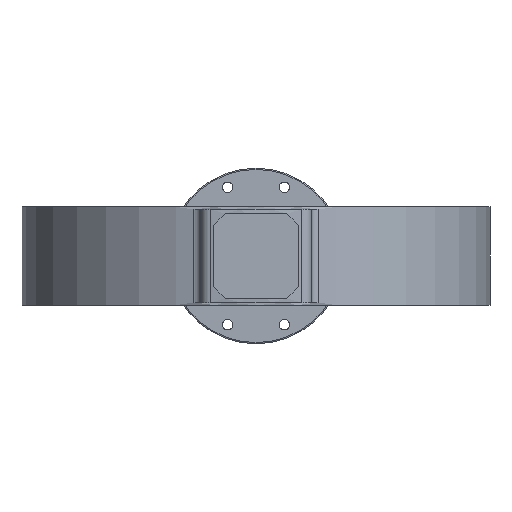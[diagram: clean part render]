
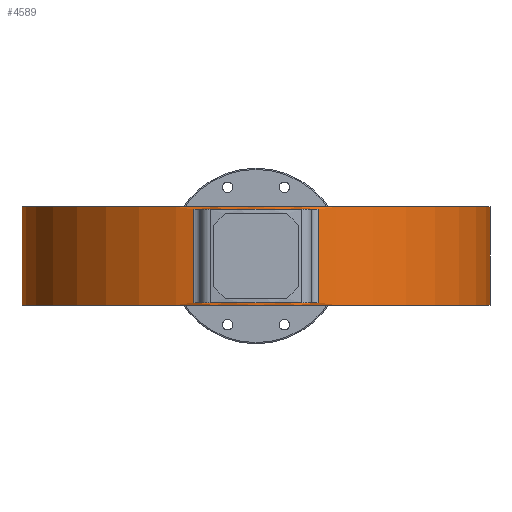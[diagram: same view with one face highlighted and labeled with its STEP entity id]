
A CAD part, front view. The second image highlights one B-rep face of the part: STEP entity #4589.
In plain terms, the highlighted cylindrical face has radius 400 mm (diameter 800 mm), a partial arc.
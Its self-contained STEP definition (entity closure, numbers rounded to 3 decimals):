
#1024 = LINE ( 'NONE', #1925, #1027 ) ;
#1027 = VECTOR ( 'NONE', #1926, 1000. ) ;
#1051 = LINE ( 'NONE', #1998, #1056 ) ;
#1056 = VECTOR ( 'NONE', #1992, 1000. ) ;
#1347 = FACE_OUTER_BOUND ( 'NONE', #4033, .T. ) ;
#1361 = FACE_BOUND ( 'NONE', #4008, .T. ) ;
#1363 = CYLINDRICAL_SURFACE ( 'NONE', #4721, 400. ) ;
#1458 = LINE ( 'NONE', #2846, #1466 ) ;
#1461 = CIRCLE ( 'NONE', #4769, 400. ) ;
#1462 = CIRCLE ( 'NONE', #4770, 400. ) ;
#1463 = CIRCLE ( 'NONE', #4771, 400. ) ;
#1464 = CIRCLE ( 'NONE', #4772, 400. ) ;
#1466 = VECTOR ( 'NONE', #2842, 1000. ) ;
#1467 = LINE ( 'NONE', #2850, #1469 ) ;
#1469 = VECTOR ( 'NONE', #2838, 1000. ) ;
#1925 = CARTESIAN_POINT ( 'NONE',  ( -400., 0., 84. ) ) ;
#1926 = DIRECTION ( 'NONE',  ( 0., 0., -1. ) ) ;
#1992 = DIRECTION ( 'NONE',  ( 0., 0., -1. ) ) ;
#1998 = CARTESIAN_POINT ( 'NONE',  ( 400., 0., 84. ) ) ;
#2184 = EDGE_CURVE ( 'NONE', #2482, #2461, #1024, .T. ) ;
#2203 = EDGE_CURVE ( 'NONE', #2534, #2555, #1051, .T. ) ;
#2461 = VERTEX_POINT ( 'NONE', #3250 ) ;
#2468 = VERTEX_POINT ( 'NONE', #3249 ) ;
#2482 = VERTEX_POINT ( 'NONE', #3268 ) ;
#2534 = VERTEX_POINT ( 'NONE', #3320 ) ;
#2555 = VERTEX_POINT ( 'NONE', #3341 ) ;
#2559 = VERTEX_POINT ( 'NONE', #3345 ) ;
#2597 = VERTEX_POINT ( 'NONE', #3383 ) ;
#2605 = VERTEX_POINT ( 'NONE', #3391 ) ;
#2838 = DIRECTION ( 'NONE',  ( 0., 0., -1. ) ) ;
#2839 = CARTESIAN_POINT ( 'NONE',  ( 0., 0., 84. ) ) ;
#2840 = DIRECTION ( 'NONE',  ( 0., 0., 1. ) ) ;
#2841 = DIRECTION ( 'NONE',  ( 1., 0., 0. ) ) ;
#2842 = DIRECTION ( 'NONE',  ( 0., 0., 1. ) ) ;
#2843 = CARTESIAN_POINT ( 'NONE',  ( 0., 0., -84. ) ) ;
#2844 = DIRECTION ( 'NONE',  ( 0., 0., 1. ) ) ;
#2845 = DIRECTION ( 'NONE',  ( 1., 0., 0. ) ) ;
#2846 = CARTESIAN_POINT ( 'NONE',  ( -106.024, -385.693, 84. ) ) ;
#2847 = CARTESIAN_POINT ( 'NONE',  ( 0., 0., -79.5 ) ) ;
#2848 = DIRECTION ( 'NONE',  ( 0., 0., 1. ) ) ;
#2849 = DIRECTION ( 'NONE',  ( 1., 0., 0. ) ) ;
#2850 = CARTESIAN_POINT ( 'NONE',  ( 106.024, -385.693, 84. ) ) ;
#2851 = CARTESIAN_POINT ( 'NONE',  ( 0., 0., 79.5 ) ) ;
#2852 = DIRECTION ( 'NONE',  ( 0., 0., 1. ) ) ;
#2853 = DIRECTION ( 'NONE',  ( 1., 0., 0. ) ) ;
#3249 = CARTESIAN_POINT ( 'NONE',  ( -106.024, -385.693, -79.5 ) ) ;
#3250 = CARTESIAN_POINT ( 'NONE',  ( -400., 0., -84. ) ) ;
#3268 = CARTESIAN_POINT ( 'NONE',  ( -400., 0., 84. ) ) ;
#3320 = CARTESIAN_POINT ( 'NONE',  ( 400., 0., 84. ) ) ;
#3341 = CARTESIAN_POINT ( 'NONE',  ( 400., 0., -84. ) ) ;
#3345 = CARTESIAN_POINT ( 'NONE',  ( 106.024, -385.693, 79.5 ) ) ;
#3383 = CARTESIAN_POINT ( 'NONE',  ( 106.024, -385.693, -79.5 ) ) ;
#3391 = CARTESIAN_POINT ( 'NONE',  ( -106.024, -385.693, 79.5 ) ) ;
#3829 = DIRECTION ( 'NONE',  ( -1., 0., 0. ) ) ;
#3836 = CARTESIAN_POINT ( 'NONE',  ( 0., 0., 84. ) ) ;
#3837 = DIRECTION ( 'NONE',  ( 0., 0., -1. ) ) ;
#4008 = EDGE_LOOP ( 'NONE', ( #4292, #4291, #4290, #4289 ) ) ;
#4033 = EDGE_LOOP ( 'NONE', ( #4296, #4295, #4294, #4293 ) ) ;
#4289 = ORIENTED_EDGE ( 'NONE', *, *, #4904, .T. ) ;
#4290 = ORIENTED_EDGE ( 'NONE', *, *, #4903, .T. ) ;
#4291 = ORIENTED_EDGE ( 'NONE', *, *, #4902, .T. ) ;
#4292 = ORIENTED_EDGE ( 'NONE', *, *, #4901, .F. ) ;
#4293 = ORIENTED_EDGE ( 'NONE', *, *, #4900, .T. ) ;
#4294 = ORIENTED_EDGE ( 'NONE', *, *, #2184, .T. ) ;
#4295 = ORIENTED_EDGE ( 'NONE', *, *, #4899, .F. ) ;
#4296 = ORIENTED_EDGE ( 'NONE', *, *, #2203, .F. ) ;
#4589 = ADVANCED_FACE ( 'NONE', ( #1347, #1361 ), #1363, .T. ) ;
#4721 = AXIS2_PLACEMENT_3D ( 'NONE', #3836, #3837, #3829 ) ;
#4769 = AXIS2_PLACEMENT_3D ( 'NONE', #2839, #2840, #2841 ) ;
#4770 = AXIS2_PLACEMENT_3D ( 'NONE', #2843, #2844, #2845 ) ;
#4771 = AXIS2_PLACEMENT_3D ( 'NONE', #2847, #2848, #2849 ) ;
#4772 = AXIS2_PLACEMENT_3D ( 'NONE', #2851, #2852, #2853 ) ;
#4899 = EDGE_CURVE ( 'NONE', #2482, #2534, #1461, .T. ) ;
#4900 = EDGE_CURVE ( 'NONE', #2461, #2555, #1462, .T. ) ;
#4901 = EDGE_CURVE ( 'NONE', #2468, #2597, #1463, .T. ) ;
#4902 = EDGE_CURVE ( 'NONE', #2468, #2605, #1458, .T. ) ;
#4903 = EDGE_CURVE ( 'NONE', #2605, #2559, #1464, .T. ) ;
#4904 = EDGE_CURVE ( 'NONE', #2559, #2597, #1467, .T. ) ;
